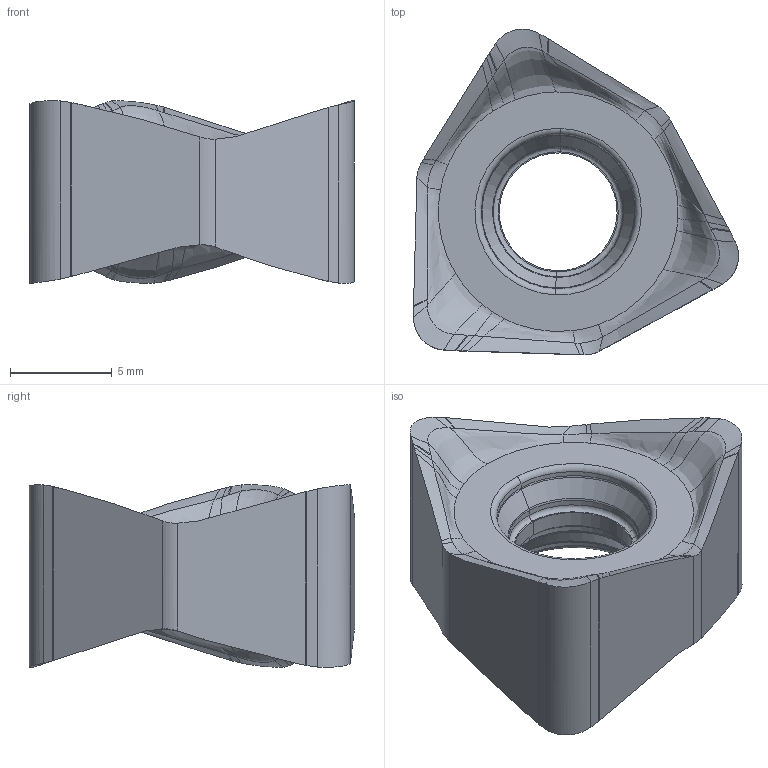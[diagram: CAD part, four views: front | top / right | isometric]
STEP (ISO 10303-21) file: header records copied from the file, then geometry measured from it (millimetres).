
FILE_DESCRIPTION(/* description */ (''),/* implementation_level */ '2;1');
FILE_NAME(/* name */ '6NMU1409160PNER-M.stp',/* time_stamp */ '2022-07-29T09:24:07+09:00',/* author */ (''),/* organization */ (''),/* preprocessor_version */ 'ST-DEVELOPER v16',/* originating_system */ 'SIEMENS PLM Software NX 10.0',/* authorisation */ '');
FILE_SCHEMA (('AUTOMOTIVE_DESIGN { 1 0 10303 214 3 1 1 1 }'));
Length unit declared in the file: inch
Products named in the file (1): 6NMU1409160PNER-M
Bounding box: 16 x 16.03 x 9 mm (x, y, z)
Volume: 850.8 mm3; surface area: 795.5 mm2
Topology: 1 solids, 1 shells, 160 faces, 411 edges, 291 vertices
Faces by surface type: bspline 101, plane 16, torus 16, cylinder 14, cone 12, extrusion 1
Entity records: 15825 total; most frequent: CARTESIAN_POINT 12666, ORIENTED_EDGE 754, EDGE_CURVE 377, DIRECTION 334, B_SPLINE_CURVE_WITH_KNOTS 258, VERTEX_POINT 221, EDGE_LOOP 164, ADVANCED_FACE 160
